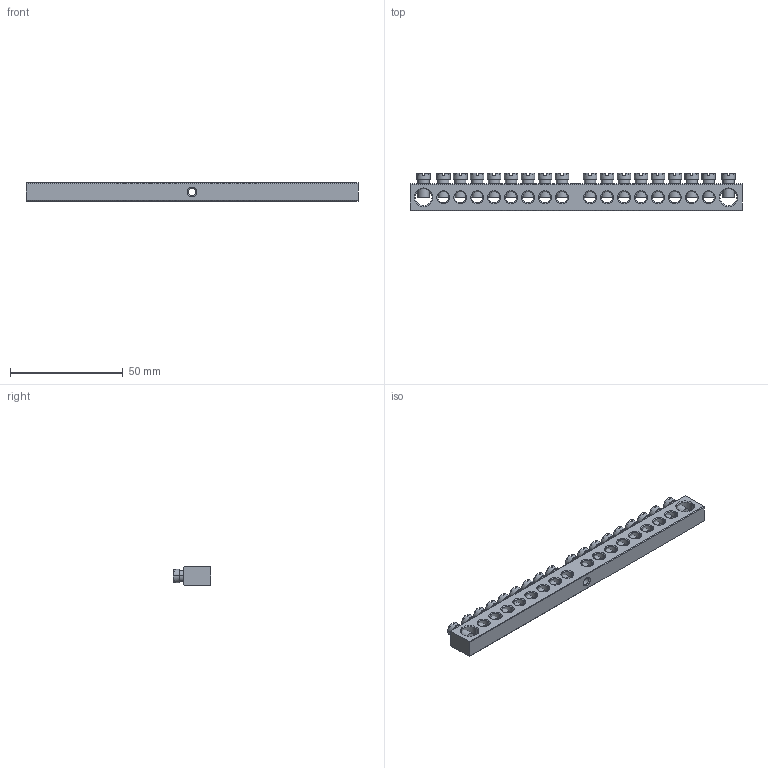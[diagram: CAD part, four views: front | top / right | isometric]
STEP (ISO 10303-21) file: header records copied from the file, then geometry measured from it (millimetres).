
FILE_DESCRIPTION (( 'STEP AP214' ), '1' );
FILE_NAME ('YNN20-18-100 Øèíà PEN çåìëÿ-íîëü 8õ12ìì 18_1 (18ãðóïïû_êðåï ïî öåíòð) ÈÝÊ.STEP', '2016-08-24T13:14:59', ( 'user' ), ( '' ), 'SwSTEP 2.0', 'SolidWorks 2014', '' );
FILE_SCHEMA (( 'AUTOMOTIVE_DESIGN' ));
Length unit declared in the file: millimetre
Products named in the file (3): YNN20-18-100 Øèíà PEN çåìëÿ-íîëü 8õ12ìì 18_1 (18ãðóïïû_êðåï ïî öåíòð) ÈÝÊ; Øèíà ÂõÍ n-1_8å12 18-1; Âèíò_Œ5
Assembly tree (19 placements, depth 2):
  YNN20-18-100 Øèíà PEN çåìëÿ-íîëü 8õ12ìì 18_1 (18ãðóïïû_êðåï ïî öåíòð) ÈÝÊ
    Øèíà ÂõÍ n-1_8å12 18-1
    Âèíò_Œ5  x18
Bounding box: 147 x 16.7 x 8 mm (x, y, z)
Volume: 13716 mm3; surface area: 12326 mm2
Topology: 19 solids, 19 shells, 916 faces, 2414 edges, 1554 vertices
Faces by surface type: plane 622, cone 148, cylinder 146
Entity records: 8804 total; most frequent: CARTESIAN_POINT 2367, DIRECTION 1298, ORIENTED_EDGE 1152, EDGE_CURVE 576, AXIS2_PLACEMENT_3D 518, VERTEX_POINT 347, EDGE_LOOP 313, VECTOR 262
